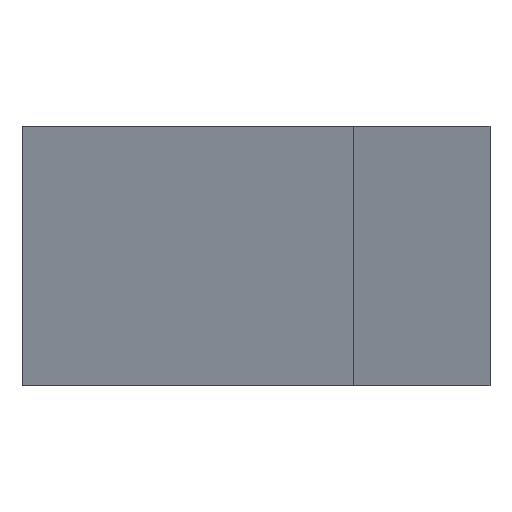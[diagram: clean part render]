
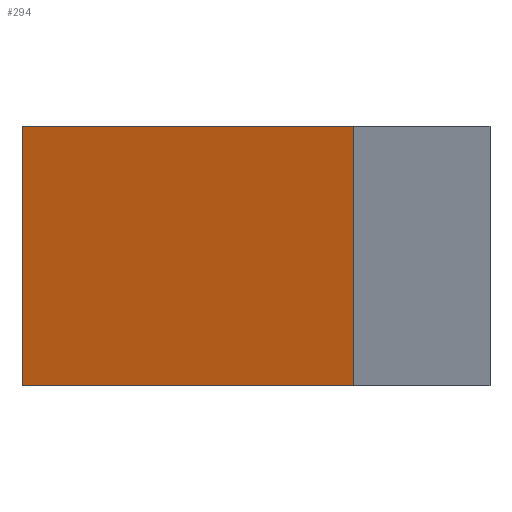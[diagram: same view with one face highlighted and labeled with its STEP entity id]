
A CAD part, front view. The second image highlights one B-rep face of the part: STEP entity #294.
In plain terms, the highlighted planar face has unit normal (-0.342, -0.94, 0).
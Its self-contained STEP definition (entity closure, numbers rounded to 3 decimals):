
#33=FACE_OUTER_BOUND('',#50,.T.);
#50=EDGE_LOOP('',(#208,#209,#210,#211));
#75=LINE('',#423,#102);
#80=LINE('',#433,#107);
#81=LINE('',#435,#108);
#82=LINE('',#436,#109);
#102=VECTOR('',#346,5.);
#107=VECTOR('',#353,5.);
#108=VECTOR('',#356,6.793);
#109=VECTOR('',#357,6.793);
#131=VERTEX_POINT('',#420);
#132=VERTEX_POINT('',#422);
#133=VERTEX_POINT('',#426);
#136=VERTEX_POINT('',#431);
#159=EDGE_CURVE('',#131,#132,#75,.T.);
#164=EDGE_CURVE('',#133,#136,#80,.T.);
#165=EDGE_CURVE('',#131,#133,#81,.T.);
#166=EDGE_CURVE('',#132,#136,#82,.T.);
#208=ORIENTED_EDGE('',*,*,#165,.T.);
#209=ORIENTED_EDGE('',*,*,#164,.T.);
#210=ORIENTED_EDGE('',*,*,#166,.F.);
#211=ORIENTED_EDGE('',*,*,#159,.F.);
#284=PLANE('',#316);
#294=ADVANCED_FACE('',(#33),#284,.T.);
#316=AXIS2_PLACEMENT_3D('',#434,#354,#355);
#346=DIRECTION('',(0.,0.,1.));
#353=DIRECTION('',(0.,0.,1.));
#354=DIRECTION('center_axis',(-0.342,-0.94,0.));
#355=DIRECTION('ref_axis',(0.94,-0.342,0.));
#356=DIRECTION('',(0.94,-0.342,0.));
#357=DIRECTION('',(0.94,-0.342,0.));
#420=CARTESIAN_POINT('',(167.693,-1.6,64.507));
#422=CARTESIAN_POINT('',(167.693,-1.6,69.507));
#423=CARTESIAN_POINT('',(167.693,-1.6,64.507));
#426=CARTESIAN_POINT('',(174.077,-3.923,64.507));
#431=CARTESIAN_POINT('',(174.077,-3.923,69.507));
#433=CARTESIAN_POINT('',(174.077,-3.923,64.507));
#434=CARTESIAN_POINT('Origin',(167.693,-1.6,64.507));
#435=CARTESIAN_POINT('',(173.72,-3.794,64.507));
#436=CARTESIAN_POINT('',(167.693,-1.6,69.507));
